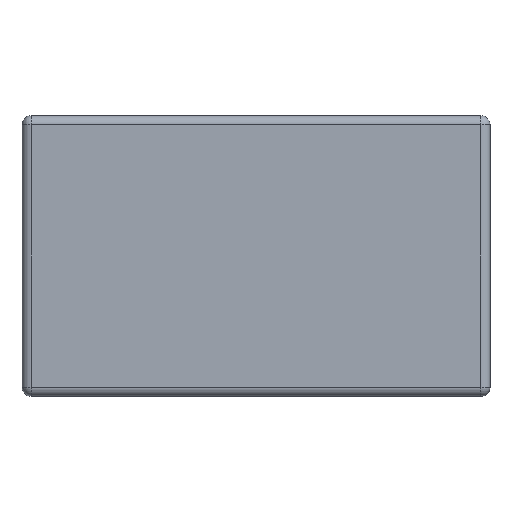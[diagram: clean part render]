
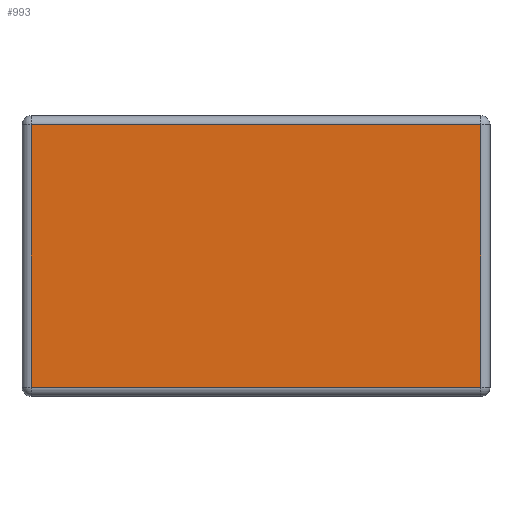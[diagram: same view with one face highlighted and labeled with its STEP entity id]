
A CAD part, left-side view. The second image highlights one B-rep face of the part: STEP entity #993.
In plain terms, the highlighted planar face has unit normal (-1, 0, 0).
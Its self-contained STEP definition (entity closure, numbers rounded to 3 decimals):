
#524 = VERTEX_POINT('',#525);
#525 = CARTESIAN_POINT('',(-7.,-17.5,14.5));
#532 = EDGE_CURVE('',#524,#533,#535,.T.);
#533 = VERTEX_POINT('',#534);
#534 = CARTESIAN_POINT('',(-7.,6.5,14.5));
#535 = LINE('',#536,#537);
#536 = CARTESIAN_POINT('',(-7.,-18.,14.5));
#537 = VECTOR('',#538,1.);
#538 = DIRECTION('',(0.,1.,0.));
#691 = VERTEX_POINT('',#692);
#692 = CARTESIAN_POINT('',(-7.,-17.5,0.5));
#699 = EDGE_CURVE('',#691,#524,#700,.T.);
#700 = LINE('',#701,#702);
#701 = CARTESIAN_POINT('',(-7.,-17.5,0.));
#702 = VECTOR('',#703,1.);
#703 = DIRECTION('',(0.,0.,1.));
#993 = ADVANCED_FACE('',(#994),#1012,.T.);
#994 = FACE_BOUND('',#995,.T.);
#995 = EDGE_LOOP('',(#996,#997,#1005,#1011));
#996 = ORIENTED_EDGE('',*,*,#532,.T.);
#997 = ORIENTED_EDGE('',*,*,#998,.F.);
#998 = EDGE_CURVE('',#999,#533,#1001,.T.);
#999 = VERTEX_POINT('',#1000);
#1000 = CARTESIAN_POINT('',(-7.,6.5,0.5));
#1001 = LINE('',#1002,#1003);
#1002 = CARTESIAN_POINT('',(-7.,6.5,0.));
#1003 = VECTOR('',#1004,1.);
#1004 = DIRECTION('',(0.,0.,1.));
#1005 = ORIENTED_EDGE('',*,*,#1006,.F.);
#1006 = EDGE_CURVE('',#691,#999,#1007,.T.);
#1007 = LINE('',#1008,#1009);
#1008 = CARTESIAN_POINT('',(-7.,-18.,0.5));
#1009 = VECTOR('',#1010,1.);
#1010 = DIRECTION('',(0.,1.,0.));
#1011 = ORIENTED_EDGE('',*,*,#699,.T.);
#1012 = PLANE('',#1013);
#1013 = AXIS2_PLACEMENT_3D('',#1014,#1015,#1016);
#1014 = CARTESIAN_POINT('',(-7.,-18.,0.));
#1015 = DIRECTION('',(-1.,0.,0.));
#1016 = DIRECTION('',(0.,1.,0.));
